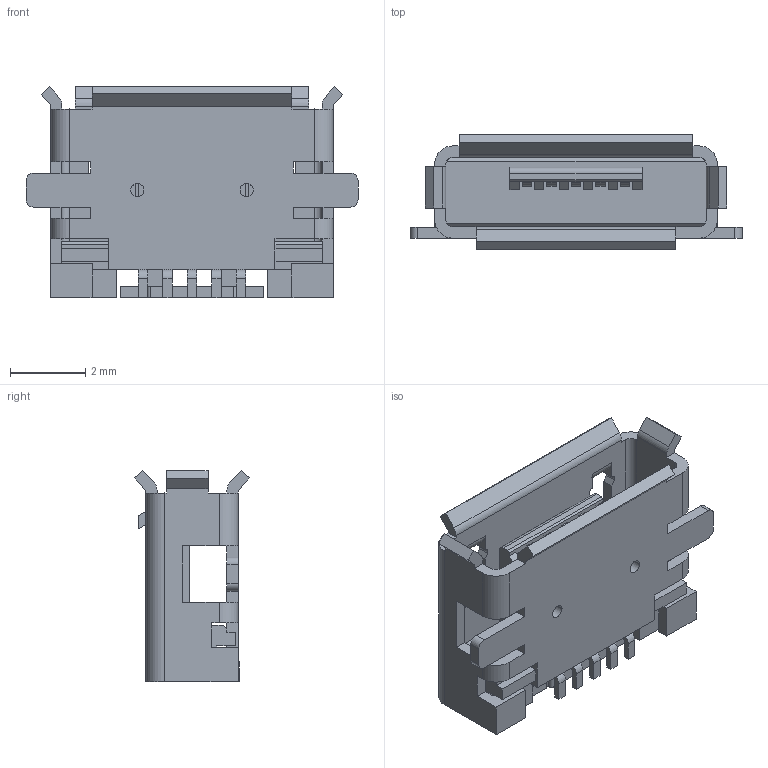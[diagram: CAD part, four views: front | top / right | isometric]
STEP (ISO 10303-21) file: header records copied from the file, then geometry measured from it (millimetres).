
FILE_DESCRIPTION((''),'2;1');
FILE_NAME('C-1981584-1','2011-02-25T',('workeradm'),('Tyco Electronics Ltd.'),'PRO/ENGINEER BY PARAMETRIC TECHNOLOGY CORPORATION, 2009300','PRO/ENGINEER BY PARAMETRIC TECHNOLOGY CORPORATION, 2009300','');
FILE_SCHEMA(('AUTOMOTIVE_DESIGN { 1 0 10303 214 1 1 1 1 }'));
Length unit declared in the file: millimetre
Products named in the file (1): C-1981584-1
Bounding box: 8.8 x 3.05 x 5.6 mm (x, y, z)
Volume: 43.5 mm3; surface area: 279.3 mm2
Topology: 1 solids, 1 shells, 341 faces, 1054 edges, 686 vertices
Faces by surface type: plane 267, cylinder 74
Entity records: 11920 total; most frequent: ORIENTED_EDGE 2108, CARTESIAN_POINT 2093, DIRECTION 1882, EDGE_CURVE 1054, VECTOR 904, LINE 904, VERTEX_POINT 686, AXIS2_PLACEMENT_3D 489
